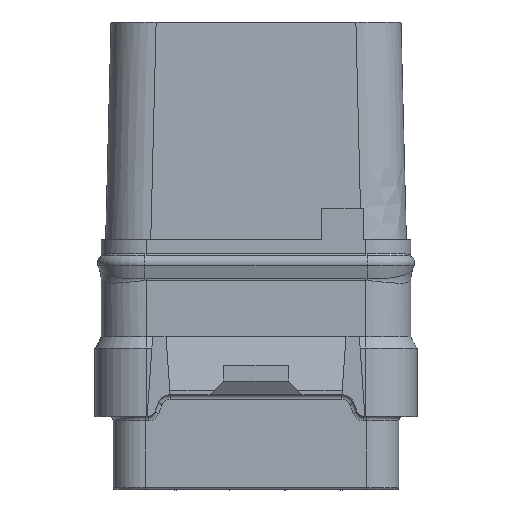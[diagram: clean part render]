
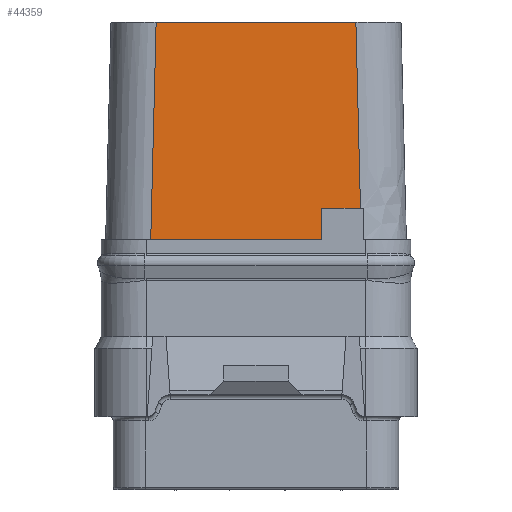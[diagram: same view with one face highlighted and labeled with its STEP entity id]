
A CAD part, top view. The second image highlights one B-rep face of the part: STEP entity #44359.
In plain terms, the highlighted planar face has unit normal (0, 0.025, 1).
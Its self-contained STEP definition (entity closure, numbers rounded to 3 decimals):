
#41=DIRECTION('',(1.,0.,0.));
#42=VECTOR('',#41,7.95);
#43=CARTESIAN_POINT('',(-4.9,7.23,6.));
#44=LINE('',#43,#42);
#5487=DIRECTION('',(1.,0.,0.));
#5488=VECTOR('',#5487,9.3);
#5489=CARTESIAN_POINT('',(-4.65,17.35,5.75));
#5490=LINE('',#5489,#5488);
#7130=DIRECTION('',(-0.025,0.999,-0.025));
#7131=VECTOR('',#7130,8.675);
#7132=CARTESIAN_POINT('',(4.864,8.68,5.964));
#7133=LINE('',#7132,#7131);
#7138=DIRECTION('',(0.025,0.999,-0.025));
#7139=VECTOR('',#7138,10.126);
#7140=CARTESIAN_POINT('',(-4.9,7.23,6.));
#7141=LINE('',#7140,#7139);
#7142=DIRECTION('',(-1.,0.,0.));
#7143=VECTOR('',#7142,1.814);
#7144=CARTESIAN_POINT('',(4.864,8.68,5.964));
#7145=LINE('',#7144,#7143);
#7146=DIRECTION('',(0.,1.,-0.025));
#7147=VECTOR('',#7146,1.45);
#7148=CARTESIAN_POINT('',(3.05,7.23,6.));
#7149=LINE('',#7148,#7147);
#28023=CARTESIAN_POINT('',(-4.65,17.35,5.75));
#28024=VERTEX_POINT('',#28023);
#28025=CARTESIAN_POINT('',(4.65,17.35,5.75));
#28026=VERTEX_POINT('',#28025);
#28039=CARTESIAN_POINT('',(-4.9,7.23,6.));
#28040=VERTEX_POINT('',#28039);
#28077=CARTESIAN_POINT('',(3.05,7.23,6.));
#28078=VERTEX_POINT('',#28077);
#28081=CARTESIAN_POINT('',(4.864,8.68,5.964));
#28082=VERTEX_POINT('',#28081);
#28855=CARTESIAN_POINT('',(3.05,8.68,5.964));
#28856=VERTEX_POINT('',#28855);
#44344=CARTESIAN_POINT('',(0.,12.29,5.875));
#44345=DIRECTION('',(0.,0.025,1.));
#44346=DIRECTION('',(1.,0.,0.));
#44347=AXIS2_PLACEMENT_3D('',#44344,#44345,#44346);
#44348=PLANE('',#44347);
#44349=ORIENTED_EDGE('',*,*,#35453,.F.);
#44351=ORIENTED_EDGE('',*,*,#44350,.T.);
#44352=ORIENTED_EDGE('',*,*,#43379,.T.);
#44353=ORIENTED_EDGE('',*,*,#44309,.F.);
#44354=ORIENTED_EDGE('',*,*,#44334,.T.);
#44356=ORIENTED_EDGE('',*,*,#44355,.F.);
#44357=EDGE_LOOP('',(#44349,#44351,#44352,#44353,#44354,#44356));
#44358=FACE_OUTER_BOUND('',#44357,.F.);
#44359=ADVANCED_FACE('',(#44358),#44348,.T.);
#35453=EDGE_CURVE('',#28040,#28078,#44,.T.);
#43379=EDGE_CURVE('',#28024,#28026,#5490,.T.);
#44309=EDGE_CURVE('',#28082,#28026,#7133,.T.);
#44334=EDGE_CURVE('',#28082,#28856,#7145,.T.);
#44350=EDGE_CURVE('',#28040,#28024,#7141,.T.);
#44355=EDGE_CURVE('',#28078,#28856,#7149,.T.);
